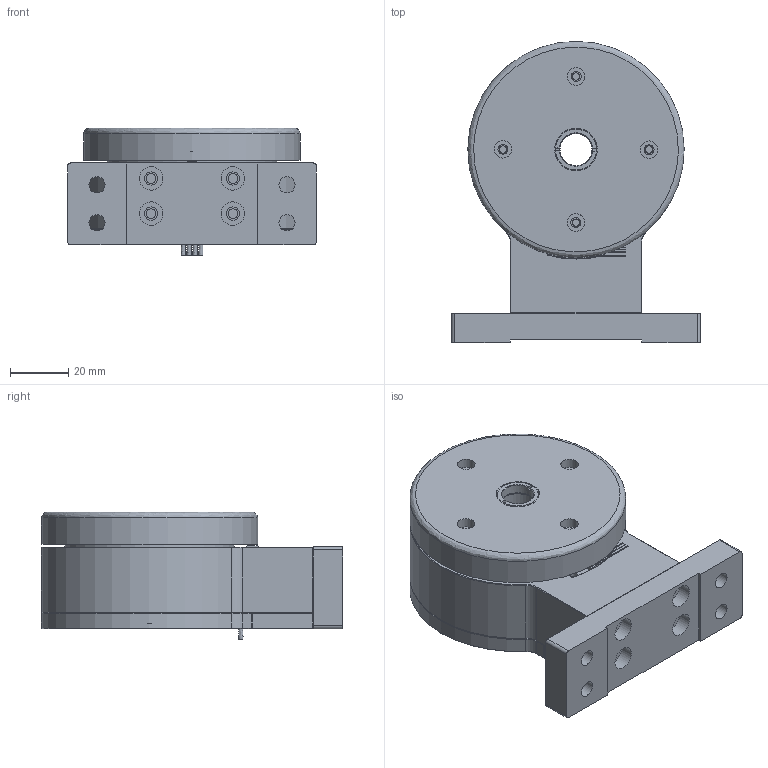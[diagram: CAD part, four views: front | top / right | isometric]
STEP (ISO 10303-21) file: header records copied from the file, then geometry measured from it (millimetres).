
FILE_DESCRIPTION (( 'STEP AP203' ), '1' );
FILE_NAME ('528366.STEP', '2024-04-10T01:59:59', ( 'Windows User' ), ( 'P R C' ), 'SwSTEP 2.0', 'SolidWorks 2020', '' );
FILE_SCHEMA (( 'CONFIG_CONTROL_DESIGN' ));
Length unit declared in the file: millimetre
Products named in the file (1): 528366
Bounding box: 85 x 103 x 43.75 mm (x, y, z)
Surface area: 63441.6 mm2 (no closed solid volume)
Topology: 0 solids, 14 shells, 455 faces, 1009 edges, 633 vertices
Faces by surface type: plane 262, cylinder 149, cone 39, bspline 5
Full cylindrical faces by diameter (mm): 1.25 x16, 1.8 x16, 2.05 x2, 2.5 x5, 2.9 x2, 3 x1, 3.2 x1, 3.3 x8, 3.4 x4, 3.5 x12, 4 x1, 4.5 x4, 4.8 x1, 5.5 x4, 6 x4, 8 x4, 10 x4, 11 x2, 13.1 x1, 14 x1, 15 x1, 17 x1, 40 x1, 42 x1, 44 x2, 58 x2, 58.3 x1, 66 x1, 66.1 x1, 74 x1
Entity records: 13506 total; most frequent: CARTESIAN_POINT 3679, DIRECTION 2071, ORIENTED_EDGE 1714, EDGE_CURVE 863, AXIS2_PLACEMENT_3D 791, EDGE_LOOP 714, VERTEX_POINT 613, FACE_OUTER_BOUND 565
